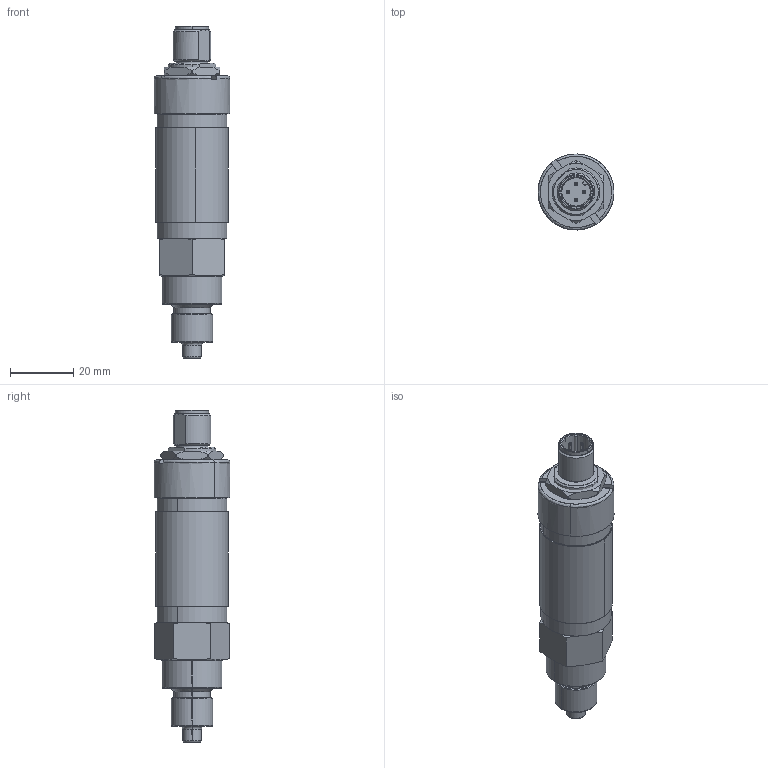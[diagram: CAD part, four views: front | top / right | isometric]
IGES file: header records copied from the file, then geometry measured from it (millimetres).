
Start section: SolidWorks IGES file using analytic representation for surfaces
Global section: file name: ECA'TP125-MA-B.IGS; native system: SolidWorks 2014; preprocessor: SolidWorks 2014; author: afp; date: 150521.170404; units: millimetre
Bounding box: 24.09 x 24.08 x 105.25 mm (x, y, z)
Surface area: 19990.8 mm2 (no closed solid volume)
Topology: 0 solids, 0 shells, 292 faces, 3720 edges, 3720 vertices
Faces by surface type: revolution 177, bspline 115
